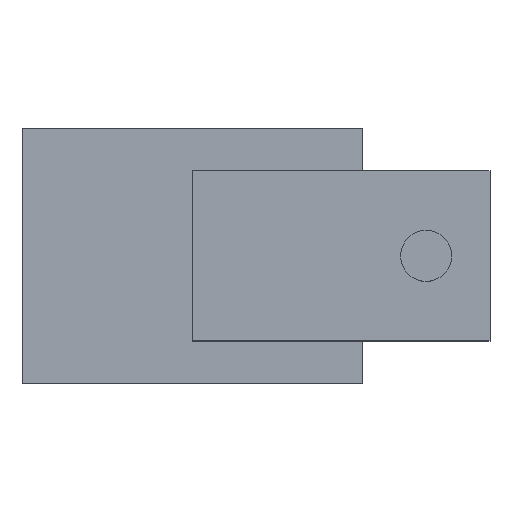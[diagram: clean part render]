
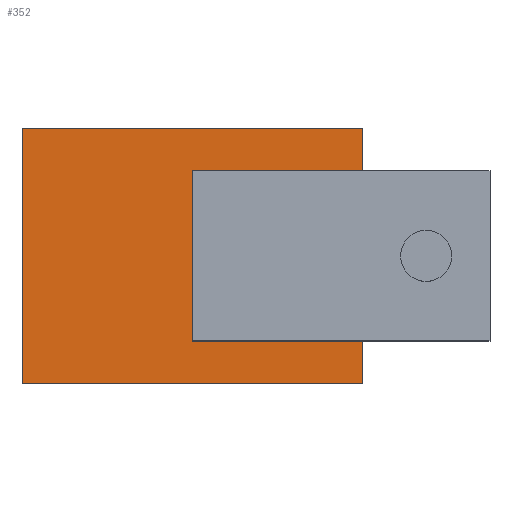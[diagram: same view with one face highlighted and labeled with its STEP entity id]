
A CAD part, top view. The second image highlights one B-rep face of the part: STEP entity #352.
In plain terms, the highlighted planar face has unit normal (0, 0, 1).
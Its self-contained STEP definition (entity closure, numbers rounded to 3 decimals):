
#8 = CARTESIAN_POINT ( 'NONE',  ( 0., -20., 10. ) ) ;
#18 = CARTESIAN_POINT ( 'NONE',  ( -40., -30., 10. ) ) ;
#39 = ORIENTED_EDGE ( 'NONE', *, *, #481, .F. ) ;
#43 = VERTEX_POINT ( 'NONE', #385 ) ;
#65 = ORIENTED_EDGE ( 'NONE', *, *, #77, .F. ) ;
#77 = EDGE_CURVE ( 'NONE', #477, #200, #264, .T. ) ;
#91 = LINE ( 'NONE', #241, #234 ) ;
#103 = DIRECTION ( 'NONE',  ( -1., 0., 0. ) ) ;
#115 = CARTESIAN_POINT ( 'NONE',  ( 40., -30., 10. ) ) ;
#123 = LINE ( 'NONE', #115, #142 ) ;
#127 = VERTEX_POINT ( 'NONE', #350 ) ;
#133 = LINE ( 'NONE', #18, #373 ) ;
#141 = EDGE_CURVE ( 'NONE', #335, #200, #336, .T. ) ;
#142 = VECTOR ( 'NONE', #324, 1000. ) ;
#143 = DIRECTION ( 'NONE',  ( 0., -1., 0. ) ) ;
#152 = VECTOR ( 'NONE', #439, 1000. ) ;
#155 = EDGE_CURVE ( 'NONE', #43, #127, #123, .T. ) ;
#160 = DIRECTION ( 'NONE',  ( 0., -1., 0. ) ) ;
#162 = LINE ( 'NONE', #452, #275 ) ;
#163 = VERTEX_POINT ( 'NONE', #482 ) ;
#184 = LINE ( 'NONE', #249, #263 ) ;
#185 = CARTESIAN_POINT ( 'NONE',  ( 0., -20., 10. ) ) ;
#200 = VERTEX_POINT ( 'NONE', #361 ) ;
#208 = ORIENTED_EDGE ( 'NONE', *, *, #155, .T. ) ;
#209 = DIRECTION ( 'NONE',  ( 1., 0., 0. ) ) ;
#215 = CARTESIAN_POINT ( 'NONE',  ( -40., 30., 10. ) ) ;
#234 = VECTOR ( 'NONE', #349, 1000. ) ;
#240 = DIRECTION ( 'NONE',  ( -1., 0., 0. ) ) ;
#241 = CARTESIAN_POINT ( 'NONE',  ( 0., 20., 10. ) ) ;
#249 = CARTESIAN_POINT ( 'NONE',  ( -40., -30., 10. ) ) ;
#262 = ORIENTED_EDGE ( 'NONE', *, *, #466, .T. ) ;
#263 = VECTOR ( 'NONE', #160, 1000. ) ;
#264 = LINE ( 'NONE', #185, #476 ) ;
#275 = VECTOR ( 'NONE', #240, 1000. ) ;
#316 = ORIENTED_EDGE ( 'NONE', *, *, #345, .F. ) ;
#317 = PLANE ( 'NONE',  #497 ) ;
#324 = DIRECTION ( 'NONE',  ( 0., 1., 0. ) ) ;
#335 = VERTEX_POINT ( 'NONE', #431 ) ;
#336 = LINE ( 'NONE', #472, #152 ) ;
#337 = EDGE_LOOP ( 'NONE', ( #39, #208, #262, #429, #494, #356, #65, #316 ) ) ;
#343 = VERTEX_POINT ( 'NONE', #434 ) ;
#345 = EDGE_CURVE ( 'NONE', #163, #477, #371, .T. ) ;
#349 = DIRECTION ( 'NONE',  ( -1., 0., 0. ) ) ;
#350 = CARTESIAN_POINT ( 'NONE',  ( 40., 30., 10. ) ) ;
#351 = FACE_OUTER_BOUND ( 'NONE', #337, .T. ) ;
#352 = ADVANCED_FACE ( 'NONE', ( #351 ), #317, .F. ) ;
#356 = ORIENTED_EDGE ( 'NONE', *, *, #141, .T. ) ;
#358 = CARTESIAN_POINT ( 'NONE',  ( 0., -20., 10. ) ) ;
#361 = CARTESIAN_POINT ( 'NONE',  ( 40., -20., 10. ) ) ;
#370 = EDGE_CURVE ( 'NONE', #343, #335, #133, .T. ) ;
#371 = LINE ( 'NONE', #358, #473 ) ;
#373 = VECTOR ( 'NONE', #392, 1000. ) ;
#379 = VERTEX_POINT ( 'NONE', #215 ) ;
#385 = CARTESIAN_POINT ( 'NONE',  ( 40., 20., 10. ) ) ;
#392 = DIRECTION ( 'NONE',  ( 1., 0., 0. ) ) ;
#399 = DIRECTION ( 'NONE',  ( 0., 0., -1. ) ) ;
#429 = ORIENTED_EDGE ( 'NONE', *, *, #441, .T. ) ;
#431 = CARTESIAN_POINT ( 'NONE',  ( 40., -30., 10. ) ) ;
#434 = CARTESIAN_POINT ( 'NONE',  ( -40., -30., 10. ) ) ;
#439 = DIRECTION ( 'NONE',  ( 0., 1., 0. ) ) ;
#441 = EDGE_CURVE ( 'NONE', #379, #343, #184, .T. ) ;
#452 = CARTESIAN_POINT ( 'NONE',  ( -40., 30., 10. ) ) ;
#466 = EDGE_CURVE ( 'NONE', #127, #379, #162, .T. ) ;
#472 = CARTESIAN_POINT ( 'NONE',  ( 40., -30., 10. ) ) ;
#473 = VECTOR ( 'NONE', #143, 1000. ) ;
#476 = VECTOR ( 'NONE', #209, 1000. ) ;
#477 = VERTEX_POINT ( 'NONE', #8 ) ;
#478 = CARTESIAN_POINT ( 'NONE',  ( 0., 0., 10. ) ) ;
#481 = EDGE_CURVE ( 'NONE', #43, #163, #91, .T. ) ;
#482 = CARTESIAN_POINT ( 'NONE',  ( 0., 20., 10. ) ) ;
#494 = ORIENTED_EDGE ( 'NONE', *, *, #370, .T. ) ;
#497 = AXIS2_PLACEMENT_3D ( 'NONE', #478, #399, #103 ) ;
